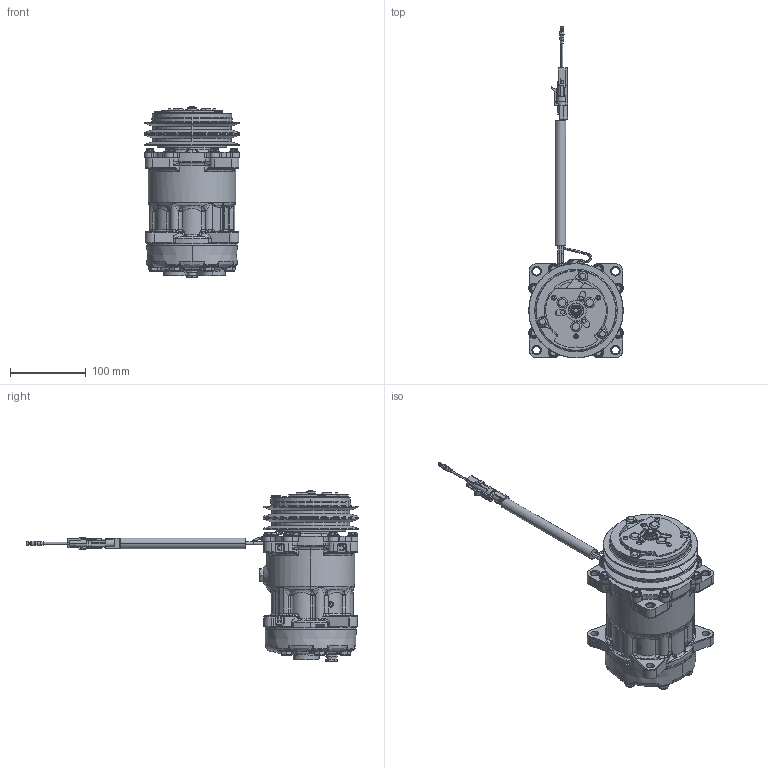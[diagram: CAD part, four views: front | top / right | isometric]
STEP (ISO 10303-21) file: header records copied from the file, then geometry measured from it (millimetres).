
FILE_DESCRIPTION (( 'STEP AP203' ), '1' );
FILE_NAME ('SANDEN_4616_REV_A_COMPR_AC.STEP', '2009-05-19T16:48:13', ( '' ), ( '' ), 'SwSTEP 2.0', 'SolidWorks 2007', '' );
FILE_SCHEMA (( 'CONFIG_CONTROL_DESIGN' ));
Length unit declared in the file: millimetre
Products named in the file (1): SANDEN_4616_REV_A_COMPR_AC
Bounding box: 125 x 438.33 x 226.04 mm (x, y, z)
Volume: 2177273.8 mm3; surface area: 251889.9 mm2
Topology: 1 solids, 17 shells, 2566 faces, 6414 edges, 3913 vertices
Faces by surface type: bspline 777, plane 743, cylinder 707, cone 288, torus 51
Entity records: 131977 total; most frequent: CARTESIAN_POINT 76316, ORIENTED_EDGE 12718, DIRECTION 10178, EDGE_CURVE 6359, AXIS2_PLACEMENT_3D 4010, VERTEX_POINT 3913, EDGE_LOOP 2754, FACE_OUTER_BOUND 2566
